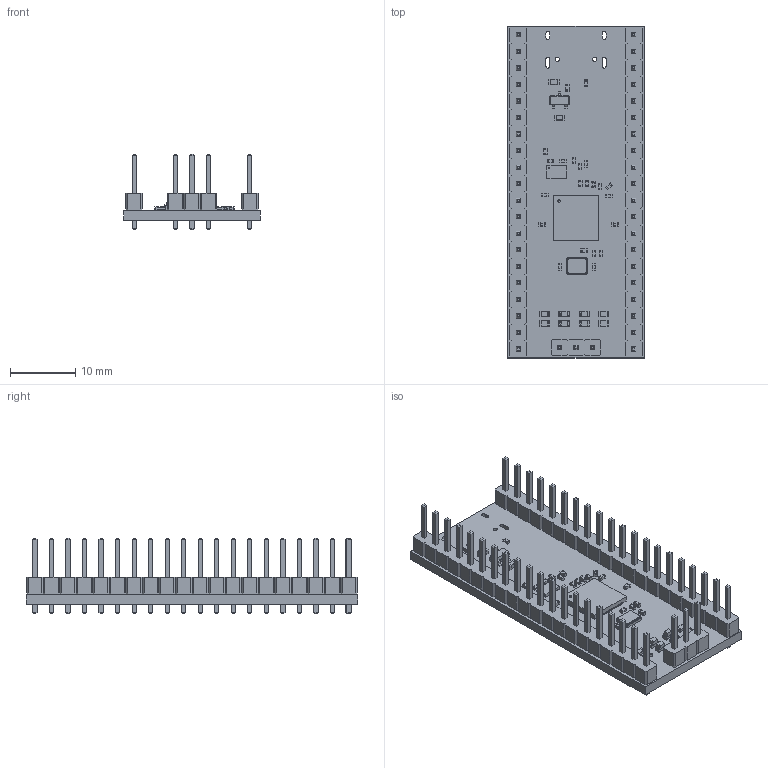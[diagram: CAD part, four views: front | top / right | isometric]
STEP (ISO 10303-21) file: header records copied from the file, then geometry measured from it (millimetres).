
FILE_DESCRIPTION(('KiCad electronic assembly'),'2;1');
FILE_NAME('Devboard.step','2025-12-08T22:09:15',('Pcbnew'),('Kicad'), 'Open CASCADE STEP processor 7.8','KiCad to STEP converter','Unknown' );
FILE_SCHEMA(('AUTOMOTIVE_DESIGN { 1 0 10303 214 1 1 1 1 }'));
Length unit declared in the file: millimetre
Products named in the file (13): Devboard 1; LED_0603_1608Metric; C_0402_1005Metric; R_0402_1005Metric; C_0603_1608Metric; R_0603_1608Metric; PinHeader_1x20_P2.54mm_Vertical; SOT-23; PinHeader_1x03_P2.54mm_Vertical; Crystal_SMD_3225-4Pin_3.2x2.5mm; Winbond_USON-8-1EP_3x2mm_P0.5mm_EP0.2x1.6mm; QFN-56-1EP_7x7mm_P0.4mm_EP3.2x3.2mm; Devboard_PCB
Assembly tree (40 placements, depth 2):
  Devboard 1
    LED_0603_1608Metric  x4
    C_0402_1005Metric  x15
    R_0402_1005Metric  x7
    C_0603_1608Metric  x2
    R_0603_1608Metric  x4
    PinHeader_1x20_P2.54mm_Vertical  x2
    SOT-23
    PinHeader_1x03_P2.54mm_Vertical
    Crystal_SMD_3225-4Pin_3.2x2.5mm
    Winbond_USON-8-1EP_3x2mm_P0.5mm_EP0.2x1.6mm
    QFN-56-1EP_7x7mm_P0.4mm_EP3.2x3.2mm
    Devboard_PCB
Bounding box: 21 x 51 x 11.54 mm (x, y, z)
Volume: 2474.1 mm3; surface area: 4953.6 mm2
Topology: 40 solids, 40 shells, 2589 faces, 6675 edges, 4296 vertices
Faces by surface type: plane 2159, cylinder 403, bspline 27
Full cylindrical faces by diameter (mm): 0.25 x1, 0.4 x1, 0.65 x2, 1 x43
Entity records: 49236 total; most frequent: CARTESIAN_POINT 7071, ORIENTED_EDGE 6836, DIRECTION 6270, EDGE_CURVE 3418, LINE 3132, VECTOR 3132, VERTEX_POINT 2198, AXIS2_PLACEMENT_3D 1569
